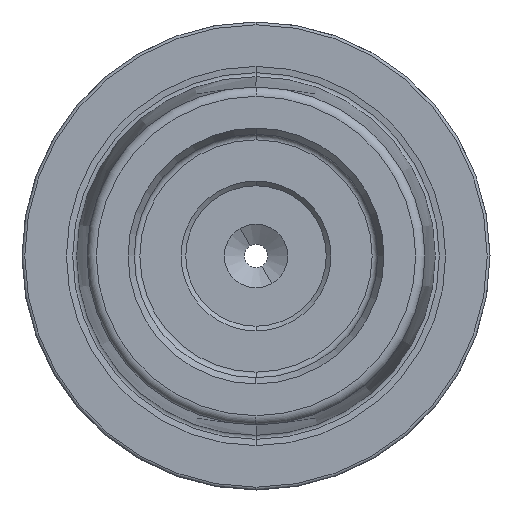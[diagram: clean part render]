
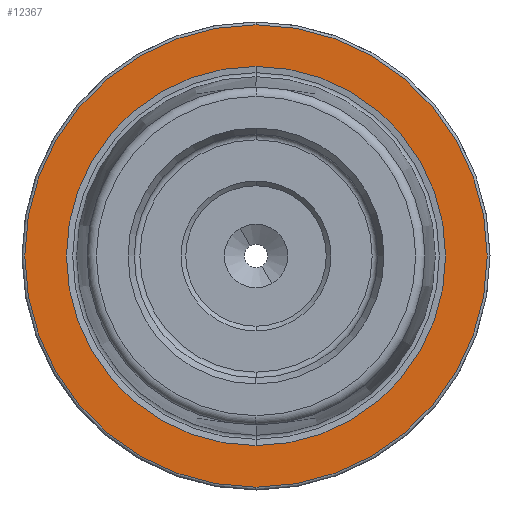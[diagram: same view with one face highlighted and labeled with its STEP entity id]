
A CAD part, left-side view. The second image highlights one B-rep face of the part: STEP entity #12367.
In plain terms, the highlighted planar face has unit normal (-1, 0, 0).
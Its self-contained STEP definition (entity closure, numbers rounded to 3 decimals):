
#132 = EDGE_CURVE ( 'NONE', #9179, #9180, #9645, .T. ) ;
#133 = EDGE_CURVE ( 'NONE', #9183, #9188, #9648, .T. ) ;
#492 = AXIS2_PLACEMENT_3D ( 'NONE', #13106, #13096, #13112 ) ;
#2962 = CARTESIAN_POINT ( 'NONE',  ( 0., 0., -24.7 ) ) ;
#2969 = CARTESIAN_POINT ( 'NONE',  ( 0., 0., 24.7 ) ) ;
#2974 = DIRECTION ( 'NONE',  ( -1., 0., 0. ) ) ;
#2973 = CARTESIAN_POINT ( 'NONE',  ( 0., 0., 20.258 ) ) ;
#2983 = CARTESIAN_POINT ( 'NONE',  ( 0., 0., -20.258 ) ) ;
#3313 = DIRECTION ( 'NONE',  ( -1., 0., 0. ) ) ;
#3314 = CARTESIAN_POINT ( 'NONE',  ( 0., 0., 0. ) ) ;
#3315 = DIRECTION ( 'NONE',  ( 0., 0., 1. ) ) ;
#3316 = CARTESIAN_POINT ( 'NONE',  ( 0., 0., 0. ) ) ;
#3317 = DIRECTION ( 'NONE',  ( 0., 0., 1. ) ) ;
#3675 = CARTESIAN_POINT ( 'NONE',  ( 0., 0., 0. ) ) ;
#3676 = DIRECTION ( 'NONE',  ( -1., 0., 0. ) ) ;
#3677 = DIRECTION ( 'NONE',  ( 0., 0., 1. ) ) ;
#3686 = CARTESIAN_POINT ( 'NONE',  ( 0., 0., 0. ) ) ;
#3687 = DIRECTION ( 'NONE',  ( -1., 0., 0. ) ) ;
#3688 = DIRECTION ( 'NONE',  ( 0., 0., 1. ) ) ;
#7712 = ORIENTED_EDGE ( 'NONE', *, *, #133, .F. ) ;
#7713 = ORIENTED_EDGE ( 'NONE', *, *, #12204, .F. ) ;
#7714 = ORIENTED_EDGE ( 'NONE', *, *, #12208, .T. ) ;
#7715 = ORIENTED_EDGE ( 'NONE', *, *, #132, .T. ) ;
#7983 = EDGE_LOOP ( 'NONE', ( #7714, #7715 ) ) ;
#7988 = EDGE_LOOP ( 'NONE', ( #7712, #7713 ) ) ;
#9179 = VERTEX_POINT ( 'NONE', #2962 ) ;
#9180 = VERTEX_POINT ( 'NONE', #2969 ) ;
#9183 = VERTEX_POINT ( 'NONE', #2973 ) ;
#9188 = VERTEX_POINT ( 'NONE', #2983 ) ;
#9645 = CIRCLE ( 'NONE', #9646, 24.7 ) ;
#9646 = AXIS2_PLACEMENT_3D ( 'NONE', #3314, #3313, #3315 ) ;
#9648 = CIRCLE ( 'NONE', #9649, 20.258 ) ;
#9649 = AXIS2_PLACEMENT_3D ( 'NONE', #3316, #2974, #3317 ) ;
#9828 = CIRCLE ( 'NONE', #9836, 20.258 ) ;
#9836 = AXIS2_PLACEMENT_3D ( 'NONE', #3675, #3676, #3677 ) ;
#9840 = CIRCLE ( 'NONE', #9843, 24.7 ) ;
#9843 = AXIS2_PLACEMENT_3D ( 'NONE', #3686, #3687, #3688 ) ;
#12204 = EDGE_CURVE ( 'NONE', #9188, #9183, #9828, .T. ) ;
#12208 = EDGE_CURVE ( 'NONE', #9180, #9179, #9840, .T. ) ;
#12367 = ADVANCED_FACE ( 'NONE', ( #13107, #13109 ), #13110, .F. ) ;
#13096 = DIRECTION ( 'NONE',  ( 1., 0., 0. ) ) ;
#13106 = CARTESIAN_POINT ( 'NONE',  ( 0., 24.7, 0. ) ) ;
#13107 = FACE_BOUND ( 'NONE', #7988, .T. ) ;
#13109 = FACE_OUTER_BOUND ( 'NONE', #7983, .T. ) ;
#13110 = PLANE ( 'NONE',  #492 ) ;
#13112 = DIRECTION ( 'NONE',  ( 0., 0., -1. ) ) ;
